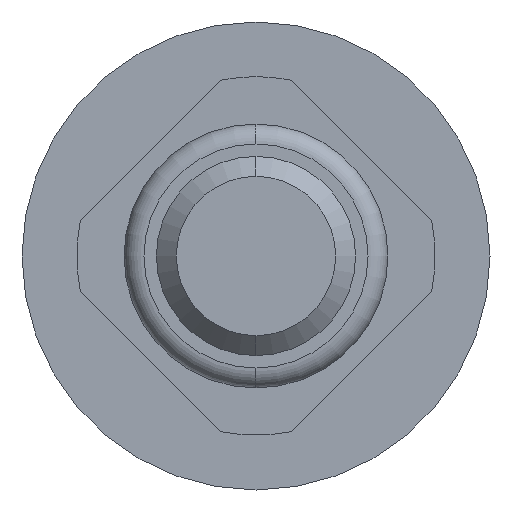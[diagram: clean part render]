
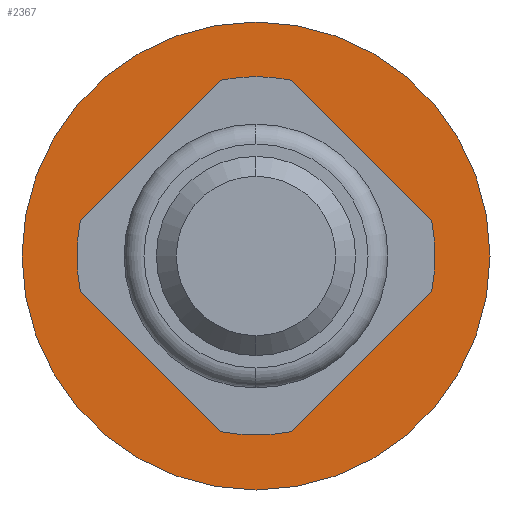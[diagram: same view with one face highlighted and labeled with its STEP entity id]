
A CAD part, front view. The second image highlights one B-rep face of the part: STEP entity #2367.
In plain terms, the highlighted planar face has unit normal (0, -1, 0).
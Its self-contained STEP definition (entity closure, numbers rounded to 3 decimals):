
#125 = AXIS2_PLACEMENT_3D ( 'NONE', #597, #883, #2902 ) ;
#162 = CIRCLE ( 'NONE', #2157, 2.35 ) ;
#297 = CARTESIAN_POINT ( 'NONE',  ( 0., 5.3, 2.35 ) ) ;
#347 = CARTESIAN_POINT ( 'NONE',  ( 0., 5.3, 0.9 ) ) ;
#351 = CARTESIAN_POINT ( 'NONE',  ( 0., 5.3, -2.35 ) ) ;
#371 = VERTEX_POINT ( 'NONE', #1976 ) ;
#597 = CARTESIAN_POINT ( 'NONE',  ( 2.35, 5.3, 0. ) ) ;
#611 = ORIENTED_EDGE ( 'NONE', *, *, #3099, .T. ) ;
#776 = DIRECTION ( 'NONE',  ( 0., 0., -1. ) ) ;
#864 = EDGE_LOOP ( 'NONE', ( #611, #1218 ) ) ;
#883 = DIRECTION ( 'NONE',  ( 0., -1., 0. ) ) ;
#970 = VERTEX_POINT ( 'NONE', #351 ) ;
#1097 = DIRECTION ( 'NONE',  ( 0., 0., -1. ) ) ;
#1123 = EDGE_CURVE ( 'Defeature ausgef�hrt3_24+Defeature ausgef�hrt3_23+Defeature ausgef�hrt3_23+Defeature ausgef�hrt3_23', #2337, #970, #2212, .T. ) ;
#1178 = FACE_OUTER_BOUND ( 'NONE', #864, .T. ) ;
#1218 = ORIENTED_EDGE ( 'NONE', *, *, #1123, .T. ) ;
#1238 = CARTESIAN_POINT ( 'NONE',  ( 0., 5.3, 0. ) ) ;
#1619 = FACE_BOUND ( 'NONE', #2470, .T. ) ;
#1665 = CARTESIAN_POINT ( 'NONE',  ( 0., 5.3, 0. ) ) ;
#1976 = CARTESIAN_POINT ( 'NONE',  ( 0., 5.3, -0.9 ) ) ;
#2067 = CIRCLE ( 'NONE', #3215, 0.9 ) ;
#2157 = AXIS2_PLACEMENT_3D ( 'NONE', #1665, #2806, #1097 ) ;
#2212 = CIRCLE ( 'NONE', #3171, 2.35 ) ;
#2230 = AXIS2_PLACEMENT_3D ( 'NONE', #3357, #2495, #776 ) ;
#2299 = ORIENTED_EDGE ( 'NONE', *, *, #2967, .F. ) ;
#2324 = PLANE ( 'NONE',  #125 ) ;
#2337 = VERTEX_POINT ( 'NONE', #297 ) ;
#2367 = ADVANCED_FACE ( 'Defeature ausgef�hrt3_24', ( #1178, #1619 ), #2324, .T. ) ;
#2448 = ORIENTED_EDGE ( 'NONE', *, *, #2496, .F. ) ;
#2470 = EDGE_LOOP ( 'NONE', ( #2448, #2299 ) ) ;
#2495 = DIRECTION ( 'NONE',  ( 0., -1., 0. ) ) ;
#2496 = EDGE_CURVE ( 'Defeature ausgef�hrt3_19+Defeature ausgef�hrt3_24+Defeature ausgef�hrt3_24+Defeature ausgef�hrt3_24', #371, #3729, #2067, .T. ) ;
#2764 = CARTESIAN_POINT ( 'NONE',  ( 0., 5.3, 0. ) ) ;
#2806 = DIRECTION ( 'NONE',  ( 0., -1., 0. ) ) ;
#2902 = DIRECTION ( 'NONE',  ( 0., 0., -1. ) ) ;
#2967 = EDGE_CURVE ( 'Defeature ausgef�hrt3_19+Defeature ausgef�hrt3_24+Defeature ausgef�hrt3_24+Defeature ausgef�hrt3_24', #3729, #371, #3547, .T. ) ;
#3000 = DIRECTION ( 'NONE',  ( 0., -1., 0. ) ) ;
#3051 = DIRECTION ( 'NONE',  ( 0., -1., 0. ) ) ;
#3099 = EDGE_CURVE ( 'Defeature ausgef�hrt3_24+Defeature ausgef�hrt3_23+Defeature ausgef�hrt3_23+Defeature ausgef�hrt3_23', #970, #2337, #162, .T. ) ;
#3171 = AXIS2_PLACEMENT_3D ( 'NONE', #2764, #3051, #3339 ) ;
#3215 = AXIS2_PLACEMENT_3D ( 'NONE', #1238, #3000, #3276 ) ;
#3276 = DIRECTION ( 'NONE',  ( 0., 0., -1. ) ) ;
#3339 = DIRECTION ( 'NONE',  ( 0., 0., -1. ) ) ;
#3357 = CARTESIAN_POINT ( 'NONE',  ( 0., 5.3, 0. ) ) ;
#3547 = CIRCLE ( 'NONE', #2230, 0.9 ) ;
#3729 = VERTEX_POINT ( 'NONE', #347 ) ;
